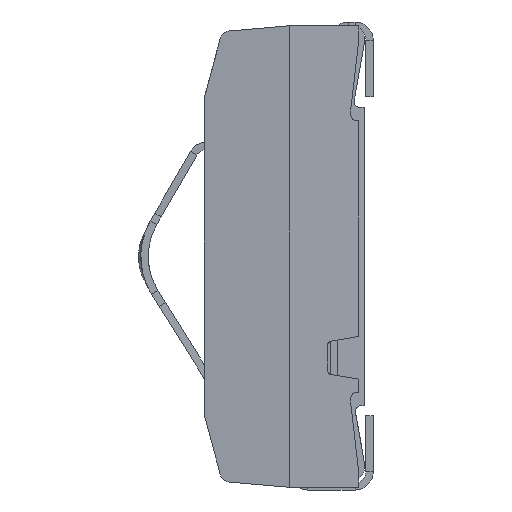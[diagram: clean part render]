
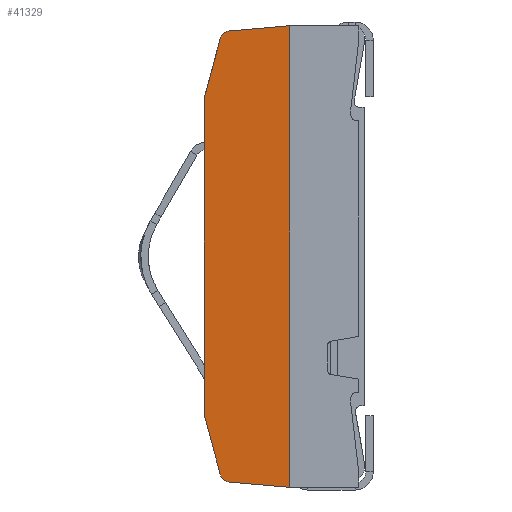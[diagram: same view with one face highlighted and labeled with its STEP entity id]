
A CAD part, left-side view. The second image highlights one B-rep face of the part: STEP entity #41329.
In plain terms, the highlighted planar face has unit normal (-0.996, 0.087, 0).
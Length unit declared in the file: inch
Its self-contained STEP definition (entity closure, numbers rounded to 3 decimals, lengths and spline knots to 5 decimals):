
#2457=DIRECTION('',(0.,0.,1.));
#2458=VECTOR('',#2457,0.298);
#2459=CARTESIAN_POINT('',(-0.3045,0.125,-0.149));
#2460=LINE('',#2459,#2458);
#6199=DIRECTION('',(0.023,0.259,0.966));
#6200=VECTOR('',#6199,0.05715);
#6201=CARTESIAN_POINT('',(-0.30579,0.11021,
-0.20419));
#6202=LINE('',#6201,#6200);
#14417=DIRECTION('',(-0.087,-0.992,-0.087));
#14418=VECTOR('',#14417,0.05685);
#14419=CARTESIAN_POINT('',(-0.30656,0.10142,
-0.21156));
#14420=LINE('',#14419,#14418);
#14438=CARTESIAN_POINT('',(-0.30579,0.11021,
-0.20419));
#14439=CARTESIAN_POINT('',(-0.30585,0.10961,
-0.20645));
#14440=CARTESIAN_POINT('',(-0.30605,0.10728,
-0.20963));
#14441=CARTESIAN_POINT('',(-0.30636,0.10375,
-0.21136));
#14442=CARTESIAN_POINT('',(-0.30656,0.10142,
-0.21156));
#14463=DIRECTION('',(0.087,0.992,-0.087));
#14464=VECTOR('',#14463,0.05685);
#14465=CARTESIAN_POINT('',(-0.3115,0.045,0.2165));
#14466=LINE('',#14465,#14464);
#14500=CARTESIAN_POINT('',(-0.30579,0.11021,
0.20419));
#14501=CARTESIAN_POINT('',(-0.30585,0.10961,
0.20645));
#14502=CARTESIAN_POINT('',(-0.30605,0.10728,
0.20963));
#14503=CARTESIAN_POINT('',(-0.30636,0.10375,
0.21136));
#14504=CARTESIAN_POINT('',(-0.30656,0.10142,
0.21156));
#14846=DIRECTION('',(-0.023,-0.259,0.966));
#14847=VECTOR('',#14846,0.05715);
#14848=CARTESIAN_POINT('',(-0.3045,0.125,0.149));
#14849=LINE('',#14848,#14847);
#15763=DIRECTION('',(0.,0.,-1.));
#15764=VECTOR('',#15763,0.433);
#15765=CARTESIAN_POINT('',(-0.3115,0.045,0.2165));
#15766=LINE('',#15765,#15764);
#29824=CARTESIAN_POINT('',(-0.3115,0.045,0.2165));
#29825=CARTESIAN_POINT('',(-0.3115,0.045,-0.2165));
#29826=VERTEX_POINT('',#29824);
#29827=VERTEX_POINT('',#29825);
#29832=CARTESIAN_POINT('',(-0.3045,0.125,-0.149));
#29833=CARTESIAN_POINT('',(-0.3045,0.125,0.149));
#29834=VERTEX_POINT('',#29832);
#29835=VERTEX_POINT('',#29833);
#29840=CARTESIAN_POINT('',(-0.30579,0.11021,
0.20419));
#29842=VERTEX_POINT('',#29840);
#29844=CARTESIAN_POINT('',(-0.30656,0.10142,
0.21156));
#29846=VERTEX_POINT('',#29844);
#29848=CARTESIAN_POINT('',(-0.30579,0.11021,
-0.20419));
#29850=VERTEX_POINT('',#29848);
#29852=CARTESIAN_POINT('',(-0.30656,0.10142,
-0.21156));
#29854=VERTEX_POINT('',#29852);
#41309=CARTESIAN_POINT('',(-0.3115,0.045,0.2598));
#41310=DIRECTION('',(0.996,-0.087,0.));
#41311=DIRECTION('',(0.087,0.996,0.));
#41312=AXIS2_PLACEMENT_3D('',#41309,#41310,#41311);
#41313=PLANE('',#41312);
#41314=ORIENTED_EDGE('',*,*,#41297,.F.);
#41316=ORIENTED_EDGE('',*,*,#41315,.F.);
#41317=ORIENTED_EDGE('',*,*,#34261,.T.);
#41318=ORIENTED_EDGE('',*,*,#31654,.T.);
#41320=ORIENTED_EDGE('',*,*,#41319,.T.);
#41322=ORIENTED_EDGE('',*,*,#41321,.T.);
#41324=ORIENTED_EDGE('',*,*,#41323,.F.);
#41326=ORIENTED_EDGE('',*,*,#41325,.T.);
#41327=EDGE_LOOP('',(#41314,#41316,#41317,#41318,#41320,#41322,#41324,#41326));
#41328=FACE_OUTER_BOUND('',#41327,.F.);
#14443=B_SPLINE_CURVE_WITH_KNOTS('',3,(#14438,#14439,#14440,#14441,#14442),
.UNSPECIFIED.,.F.,.F.,(4,1,4),(0.,0.5,1.),.UNSPECIFIED.);
#14505=B_SPLINE_CURVE_WITH_KNOTS('',3,(#14500,#14501,#14502,#14503,#14504),
.UNSPECIFIED.,.F.,.F.,(4,1,4),(0.,0.5,1.),.UNSPECIFIED.);
#31654=EDGE_CURVE('',#29834,#29835,#2460,.T.);
#34261=EDGE_CURVE('',#29850,#29834,#6202,.T.);
#41297=EDGE_CURVE('',#29854,#29827,#14420,.T.);
#41315=EDGE_CURVE('',#29850,#29854,#14443,.T.);
#41319=EDGE_CURVE('',#29835,#29842,#14849,.T.);
#41321=EDGE_CURVE('',#29842,#29846,#14505,.T.);
#41323=EDGE_CURVE('',#29826,#29846,#14466,.T.);
#41325=EDGE_CURVE('',#29826,#29827,#15766,.T.);
#41329=ADVANCED_FACE('',(#41328),#41313,.F.);
